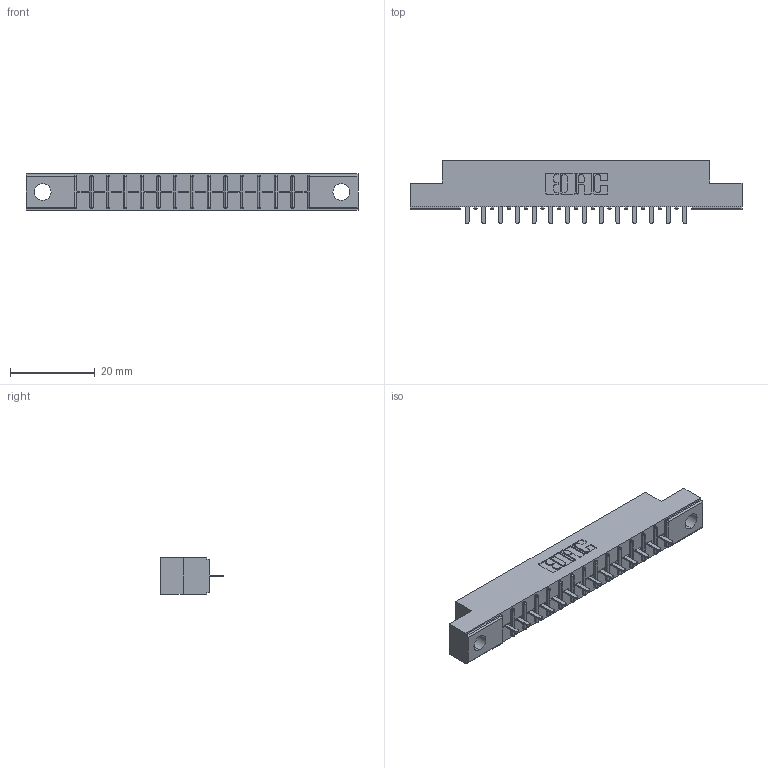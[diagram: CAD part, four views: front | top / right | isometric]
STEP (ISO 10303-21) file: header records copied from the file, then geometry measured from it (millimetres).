
FILE_DESCRIPTION (( 'STEP AP203' ), '1' );
FILE_NAME ('356-014-421-104.STEP', '2020-09-23T11:49:01', ( '' ), ( '' ), 'SwSTEP 2.0', 'SolidWorks 2020', '' );
FILE_SCHEMA (( 'CONFIG_CONTROL_DESIGN' ));
Length unit declared in the file: inch
Products named in the file (3): 306-290-001_121; 356-014-421-104; 306 Part_.156 Dia
Assembly tree (15 placements, depth 2):
  356-014-421-104
    306 Part_.156 Dia
    306-290-001_121  x14
Bounding box: 78.49 x 14.88 x 8.71 mm (x, y, z)
Volume: 5204.6 mm3; surface area: 7217.9 mm2
Topology: 15 solids, 15 shells, 1110 faces, 3110 edges, 1996 vertices
Faces by surface type: plane 740, cylinder 314, sphere 56
Entity records: 17057 total; most frequent: CARTESIAN_POINT 2863, ORIENTED_EDGE 2832, DIRECTION 2818, EDGE_CURVE 1416, VECTOR 1100, LINE 1100, VERTEX_POINT 904, AXIS2_PLACEMENT_3D 859
